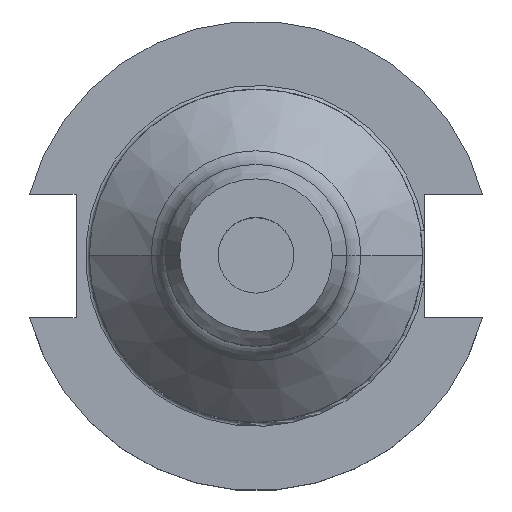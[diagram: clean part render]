
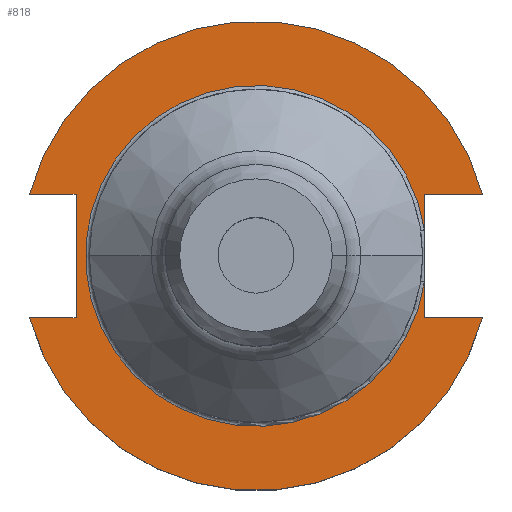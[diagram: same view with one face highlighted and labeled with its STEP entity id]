
A CAD part, top view. The second image highlights one B-rep face of the part: STEP entity #818.
In plain terms, the highlighted planar face has unit normal (0, 0, 1).
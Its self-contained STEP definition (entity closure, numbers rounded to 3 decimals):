
#5 = DIRECTION ( 'NONE',  ( 0., 1., 0. ) ) ;
#50 = ORIENTED_EDGE ( 'NONE', *, *, #1719, .F. ) ;
#77 = VERTEX_POINT ( 'NONE', #1312 ) ;
#96 = CIRCLE ( 'NONE', #1713, 49.212 ) ;
#127 = VECTOR ( 'NONE', #5, 1000. ) ;
#130 = CARTESIAN_POINT ( 'NONE',  ( 0., 0., 19.05 ) ) ;
#152 = VERTEX_POINT ( 'NONE', #352 ) ;
#177 = ORIENTED_EDGE ( 'NONE', *, *, #1141, .F. ) ;
#209 = EDGE_CURVE ( 'NONE', #77, #1564, #650, .T. ) ;
#216 = DIRECTION ( 'NONE',  ( 1., 0., 0. ) ) ;
#245 = CARTESIAN_POINT ( 'NONE',  ( -47.477, 12.954, 19.05 ) ) ;
#268 = FACE_OUTER_BOUND ( 'NONE', #1001, .T. ) ;
#283 = VECTOR ( 'NONE', #1135, 1000. ) ;
#345 = VECTOR ( 'NONE', #808, 1000. ) ;
#352 = CARTESIAN_POINT ( 'NONE',  ( 35.306, -12.954, 19.05 ) ) ;
#359 = VERTEX_POINT ( 'NONE', #921 ) ;
#423 = DIRECTION ( 'NONE',  ( 1., 0., 0. ) ) ;
#427 = DIRECTION ( 'NONE',  ( 0., 0., -1. ) ) ;
#493 = DIRECTION ( 'NONE',  ( 0., 0., 1. ) ) ;
#533 = EDGE_CURVE ( 'NONE', #1558, #1257, #657, .T. ) ;
#545 = DIRECTION ( 'NONE',  ( 0., 0., 1. ) ) ;
#552 = ORIENTED_EDGE ( 'NONE', *, *, #1309, .F. ) ;
#559 = EDGE_CURVE ( 'NONE', #762, #1306, #994, .T. ) ;
#632 = DIRECTION ( 'NONE',  ( 0., -1., 0. ) ) ;
#642 = LINE ( 'NONE', #1683, #283 ) ;
#650 = LINE ( 'NONE', #1366, #1461 ) ;
#651 = ORIENTED_EDGE ( 'NONE', *, *, #533, .T. ) ;
#657 = CIRCLE ( 'NONE', #1237, 49.212 ) ;
#762 = VERTEX_POINT ( 'NONE', #1382 ) ;
#794 = DIRECTION ( 'NONE',  ( 0., 0., 1. ) ) ;
#808 = DIRECTION ( 'NONE',  ( 1., 0., 0. ) ) ;
#818 = ADVANCED_FACE ( 'NONE', ( #268 ), #1638, .T. ) ;
#821 = CARTESIAN_POINT ( 'NONE',  ( -37.719, 12.954, 19.05 ) ) ;
#840 = DIRECTION ( 'NONE',  ( 0., -1., 0. ) ) ;
#852 = VERTEX_POINT ( 'NONE', #914 ) ;
#914 = CARTESIAN_POINT ( 'NONE',  ( 35.306, 12.954, 19.05 ) ) ;
#921 = CARTESIAN_POINT ( 'NONE',  ( 47.477, 12.954, 19.05 ) ) ;
#945 = EDGE_CURVE ( 'NONE', #1423, #77, #1225, .T. ) ;
#956 = CARTESIAN_POINT ( 'NONE',  ( 0., 0., 19.05 ) ) ;
#961 = ORIENTED_EDGE ( 'NONE', *, *, #209, .F. ) ;
#984 = VECTOR ( 'NONE', #840, 1000. ) ;
#994 = CIRCLE ( 'NONE', #1599, 35.725 ) ;
#1001 = EDGE_LOOP ( 'NONE', ( #50, #1431, #177, #1018, #1307, #961, #1332, #1754, #651, #552 ) ) ;
#1018 = ORIENTED_EDGE ( 'NONE', *, *, #1690, .F. ) ;
#1130 = CARTESIAN_POINT ( 'NONE',  ( 35.306, 12.954, 19.05 ) ) ;
#1133 = LINE ( 'NONE', #1130, #1417 ) ;
#1135 = DIRECTION ( 'NONE',  ( 1., 0., 0. ) ) ;
#1137 = CARTESIAN_POINT ( 'NONE',  ( -37.719, -12.954, 19.05 ) ) ;
#1141 = EDGE_CURVE ( 'NONE', #852, #1306, #1301, .T. ) ;
#1225 = LINE ( 'NONE', #821, #127 ) ;
#1237 = AXIS2_PLACEMENT_3D ( 'NONE', #1742, #493, #1663 ) ;
#1257 = VERTEX_POINT ( 'NONE', #1316 ) ;
#1275 = DIRECTION ( 'NONE',  ( -1., 0., 0. ) ) ;
#1301 = LINE ( 'NONE', #1702, #1771 ) ;
#1306 = VERTEX_POINT ( 'NONE', #1546 ) ;
#1307 = ORIENTED_EDGE ( 'NONE', *, *, #1401, .T. ) ;
#1309 = EDGE_CURVE ( 'NONE', #152, #1257, #1790, .T. ) ;
#1312 = CARTESIAN_POINT ( 'NONE',  ( -37.719, 12.954, 19.05 ) ) ;
#1316 = CARTESIAN_POINT ( 'NONE',  ( 47.477, -12.954, 19.05 ) ) ;
#1332 = ORIENTED_EDGE ( 'NONE', *, *, #945, .F. ) ;
#1366 = CARTESIAN_POINT ( 'NONE',  ( -63.719, 12.954, 19.05 ) ) ;
#1382 = CARTESIAN_POINT ( 'NONE',  ( 35.306, -5.455, 19.05 ) ) ;
#1395 = AXIS2_PLACEMENT_3D ( 'NONE', #1628, #794, #216 ) ;
#1401 = EDGE_CURVE ( 'NONE', #359, #1564, #96, .T. ) ;
#1417 = VECTOR ( 'NONE', #1275, 1000. ) ;
#1423 = VERTEX_POINT ( 'NONE', #1137 ) ;
#1431 = ORIENTED_EDGE ( 'NONE', *, *, #559, .T. ) ;
#1458 = DIRECTION ( 'NONE',  ( -1., 0., 0. ) ) ;
#1461 = VECTOR ( 'NONE', #1458, 1000. ) ;
#1546 = CARTESIAN_POINT ( 'NONE',  ( 35.306, 5.455, 19.05 ) ) ;
#1558 = VERTEX_POINT ( 'NONE', #1777 ) ;
#1564 = VERTEX_POINT ( 'NONE', #245 ) ;
#1599 = AXIS2_PLACEMENT_3D ( 'NONE', #956, #427, #423 ) ;
#1628 = CARTESIAN_POINT ( 'NONE',  ( 0., 49.212, 19.05 ) ) ;
#1638 = PLANE ( 'NONE',  #1395 ) ;
#1663 = DIRECTION ( 'NONE',  ( 1., 0., 0. ) ) ;
#1683 = CARTESIAN_POINT ( 'NONE',  ( -63.719, -12.954, 19.05 ) ) ;
#1686 = CARTESIAN_POINT ( 'NONE',  ( 35.306, 12.954, 19.05 ) ) ;
#1690 = EDGE_CURVE ( 'NONE', #359, #852, #1133, .T. ) ;
#1698 = EDGE_CURVE ( 'NONE', #1558, #1423, #642, .T. ) ;
#1702 = CARTESIAN_POINT ( 'NONE',  ( 35.306, 12.954, 19.05 ) ) ;
#1713 = AXIS2_PLACEMENT_3D ( 'NONE', #130, #545, #1804 ) ;
#1719 = EDGE_CURVE ( 'NONE', #762, #152, #1722, .T. ) ;
#1722 = LINE ( 'NONE', #1686, #984 ) ;
#1742 = CARTESIAN_POINT ( 'NONE',  ( 0., 0., 19.05 ) ) ;
#1754 = ORIENTED_EDGE ( 'NONE', *, *, #1698, .F. ) ;
#1771 = VECTOR ( 'NONE', #632, 1000. ) ;
#1777 = CARTESIAN_POINT ( 'NONE',  ( -47.477, -12.954, 19.05 ) ) ;
#1790 = LINE ( 'NONE', #1797, #345 ) ;
#1797 = CARTESIAN_POINT ( 'NONE',  ( 35.306, -12.954, 19.05 ) ) ;
#1804 = DIRECTION ( 'NONE',  ( 1., 0., 0. ) ) ;
